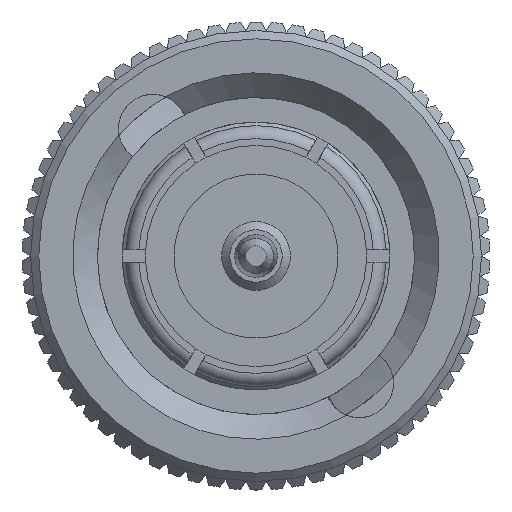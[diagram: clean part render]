
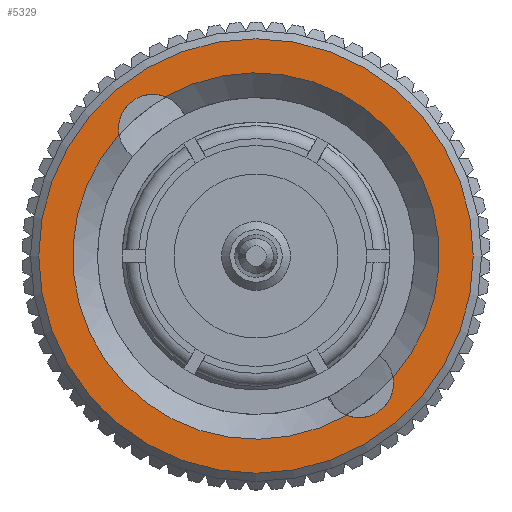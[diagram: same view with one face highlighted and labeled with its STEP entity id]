
A CAD part, left-side view. The second image highlights one B-rep face of the part: STEP entity #5329.
In plain terms, the highlighted planar face has unit normal (-1, 0, 0).
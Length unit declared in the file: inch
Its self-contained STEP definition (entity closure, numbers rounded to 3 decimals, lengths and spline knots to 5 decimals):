
#123 = ORIENTED_EDGE ( 'NONE', *, *, #19299, .T. ) ;
#934 = EDGE_CURVE ( 'NONE', #21774, #11675, #5637, .T. ) ;
#1648 = ORIENTED_EDGE ( 'NONE', *, *, #934, .F. ) ;
#1961 = EDGE_CURVE ( 'NONE', #18964, #2306, #17511, .T. ) ;
#2162 = AXIS2_PLACEMENT_3D ( 'NONE', #9137, #3911, #14519 ) ;
#2306 = VERTEX_POINT ( 'NONE', #4564 ) ;
#2761 = FACE_BOUND ( 'NONE', #7133, .T. ) ;
#3468 = CARTESIAN_POINT ( 'NONE',  ( 0., 0., 0. ) ) ;
#3784 = DIRECTION ( 'NONE',  ( 1., 0., 0. ) ) ;
#3839 = CIRCLE ( 'NONE', #21265, 0.2235 ) ;
#3911 = DIRECTION ( 'NONE',  ( 1., 0., 0. ) ) ;
#4232 = CARTESIAN_POINT ( 'NONE',  ( 0., 0., 0. ) ) ;
#4564 = CARTESIAN_POINT ( 'NONE',  ( 0., 0.16721, 0.1483 ) ) ;
#5329 = ADVANCED_FACE ( 'NONE', ( #2761, #15798 ), #7572, .F. ) ;
#5344 = DIRECTION ( 'NONE',  ( 0., 0., -1. ) ) ;
#5481 = DIRECTION ( 'NONE',  ( 0., 0., -1. ) ) ;
#5637 = CIRCLE ( 'NONE', #13503, 0.0419 ) ;
#5846 = CARTESIAN_POINT ( 'NONE',  ( 0., 0., 0. ) ) ;
#6286 = AXIS2_PLACEMENT_3D ( 'NONE', #5846, #3784, #9018 ) ;
#6947 = DIRECTION ( 'NONE',  ( 0., 0., -1. ) ) ;
#7013 = DIRECTION ( 'NONE',  ( -1., 0., 0. ) ) ;
#7133 = EDGE_LOOP ( 'NONE', ( #1648, #11584, #7415, #123 ) ) ;
#7415 = ORIENTED_EDGE ( 'NONE', *, *, #1961, .F. ) ;
#7572 = PLANE ( 'NONE',  #6286 ) ;
#8582 = CARTESIAN_POINT ( 'NONE',  ( 0., 0.12592, 0.15539 ) ) ;
#9018 = DIRECTION ( 'NONE',  ( 0., 0., -1. ) ) ;
#9137 = CARTESIAN_POINT ( 'NONE',  ( 0., 0., 0. ) ) ;
#10515 = CARTESIAN_POINT ( 'NONE',  ( 0., 0., -0.265 ) ) ;
#10699 = EDGE_CURVE ( 'NONE', #21774, #2306, #14427, .T. ) ;
#11584 = ORIENTED_EDGE ( 'NONE', *, *, #10699, .T. ) ;
#11587 = VERTEX_POINT ( 'NONE', #10515 ) ;
#11675 = VERTEX_POINT ( 'NONE', #12988 ) ;
#12082 = DIRECTION ( 'NONE',  ( -1., 0., 0. ) ) ;
#12988 = CARTESIAN_POINT ( 'NONE',  ( 0., -0.16721, -0.1483 ) ) ;
#13503 = AXIS2_PLACEMENT_3D ( 'NONE', #20699, #12082, #5344 ) ;
#14427 = CIRCLE ( 'NONE', #2162, 0.2235 ) ;
#14472 = DIRECTION ( 'NONE',  ( 0., 0., -1. ) ) ;
#14519 = DIRECTION ( 'NONE',  ( 0., 0., -1. ) ) ;
#15798 = FACE_OUTER_BOUND ( 'NONE', #16830, .T. ) ;
#16005 = AXIS2_PLACEMENT_3D ( 'NONE', #4232, #16326, #14472 ) ;
#16326 = DIRECTION ( 'NONE',  ( -1., 0., 0. ) ) ;
#16830 = EDGE_LOOP ( 'NONE', ( #19965 ) ) ;
#16836 = AXIS2_PLACEMENT_3D ( 'NONE', #8582, #7013, #6947 ) ;
#16944 = EDGE_CURVE ( 'NONE', #11587, #11587, #21279, .T. ) ;
#17511 = CIRCLE ( 'NONE', #16836, 0.0419 ) ;
#18964 = VERTEX_POINT ( 'NONE', #21257 ) ;
#19299 = EDGE_CURVE ( 'NONE', #18964, #11675, #3839, .T. ) ;
#19965 = ORIENTED_EDGE ( 'NONE', *, *, #16944, .T. ) ;
#20699 = CARTESIAN_POINT ( 'NONE',  ( 0., -0.12592, -0.15539 ) ) ;
#20825 = DIRECTION ( 'NONE',  ( 1., 0., 0. ) ) ;
#21257 = CARTESIAN_POINT ( 'NONE',  ( 0., 0.11042, 0.19432 ) ) ;
#21265 = AXIS2_PLACEMENT_3D ( 'NONE', #3468, #20825, #5481 ) ;
#21279 = CIRCLE ( 'NONE', #16005, 0.265 ) ;
#21774 = VERTEX_POINT ( 'NONE', #21835 ) ;
#21835 = CARTESIAN_POINT ( 'NONE',  ( 0., -0.11042, -0.19432 ) ) ;
